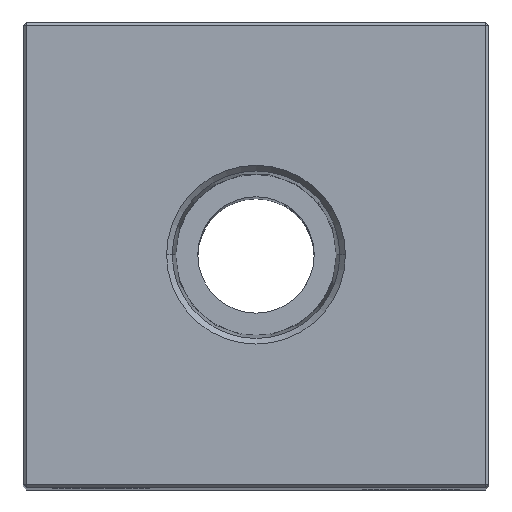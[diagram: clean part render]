
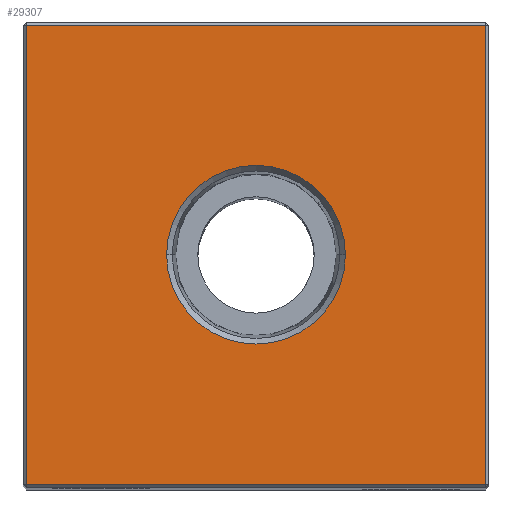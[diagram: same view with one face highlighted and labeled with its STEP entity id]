
A CAD part, top view. The second image highlights one B-rep face of the part: STEP entity #29307.
In plain terms, the highlighted planar face has unit normal (0, 0, 1).
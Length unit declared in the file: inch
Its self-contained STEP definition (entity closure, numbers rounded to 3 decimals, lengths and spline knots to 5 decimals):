
#1064 = VERTEX_POINT ( 'NONE', #11209 ) ;
#1761 = DIRECTION ( 'NONE',  ( 0., 0., -1. ) ) ;
#1999 = CARTESIAN_POINT ( 'NONE',  ( 0., 0., 4.75 ) ) ;
#2124 = VERTEX_POINT ( 'NONE', #10775 ) ;
#3255 = CARTESIAN_POINT ( 'NONE',  ( -0.74, -0.74, 4.75 ) ) ;
#4154 = ORIENTED_EDGE ( 'NONE', *, *, #14600, .T. ) ;
#4411 = DIRECTION ( 'NONE',  ( 1., 0., 0. ) ) ;
#5435 = VECTOR ( 'NONE', #23268, 39.37008 ) ;
#5888 = FACE_OUTER_BOUND ( 'NONE', #8629, .T. ) ;
#7546 = VERTEX_POINT ( 'NONE', #3255 ) ;
#7870 = VERTEX_POINT ( 'NONE', #29958 ) ;
#8107 = EDGE_CURVE ( 'NONE', #7870, #2124, #27436, .T. ) ;
#8629 = EDGE_LOOP ( 'NONE', ( #26248, #17413, #21282, #4154 ) ) ;
#8714 = CARTESIAN_POINT ( 'NONE',  ( 0.74, 0., 4.75 ) ) ;
#9114 = VERTEX_POINT ( 'NONE', #19174 ) ;
#10775 = CARTESIAN_POINT ( 'NONE',  ( 0.288, 0., 4.75 ) ) ;
#11209 = CARTESIAN_POINT ( 'NONE',  ( -0.74, 0.74, 4.75 ) ) ;
#11564 = EDGE_CURVE ( 'NONE', #9114, #12348, #15297, .T. ) ;
#11623 = DIRECTION ( 'NONE',  ( 0., -1., 0. ) ) ;
#12015 = CARTESIAN_POINT ( 'NONE',  ( 0., 0., 4.75 ) ) ;
#12348 = VERTEX_POINT ( 'NONE', #27821 ) ;
#13443 = LINE ( 'NONE', #21969, #19170 ) ;
#13879 = AXIS2_PLACEMENT_3D ( 'NONE', #12015, #28982, #14455 ) ;
#14409 = DIRECTION ( 'NONE',  ( 1., 0., 0. ) ) ;
#14415 = ORIENTED_EDGE ( 'NONE', *, *, #19317, .F. ) ;
#14455 = DIRECTION ( 'NONE',  ( 1., 0., 0. ) ) ;
#14600 = EDGE_CURVE ( 'NONE', #12348, #1064, #13443, .T. ) ;
#15297 = LINE ( 'NONE', #8714, #5435 ) ;
#16196 = LINE ( 'NONE', #28611, #22666 ) ;
#16309 = CARTESIAN_POINT ( 'NONE',  ( 0., 0., 4.75 ) ) ;
#16362 = VECTOR ( 'NONE', #14409, 39.37008 ) ;
#17413 = ORIENTED_EDGE ( 'NONE', *, *, #26727, .T. ) ;
#18598 = CIRCLE ( 'NONE', #13879, 0.288 ) ;
#18632 = PLANE ( 'NONE',  #23258 ) ;
#18732 = DIRECTION ( 'NONE',  ( -1., 0., 0. ) ) ;
#18973 = DIRECTION ( 'NONE',  ( 0., 0., 1. ) ) ;
#19170 = VECTOR ( 'NONE', #24410, 39.37008 ) ;
#19174 = CARTESIAN_POINT ( 'NONE',  ( 0.74, -0.74, 4.75 ) ) ;
#19289 = CARTESIAN_POINT ( 'NONE',  ( 0., -0.74, 4.75 ) ) ;
#19317 = EDGE_CURVE ( 'NONE', #2124, #7870, #18598, .T. ) ;
#19794 = AXIS2_PLACEMENT_3D ( 'NONE', #1999, #18973, #4411 ) ;
#20387 = EDGE_CURVE ( 'NONE', #1064, #7546, #16196, .T. ) ;
#21282 = ORIENTED_EDGE ( 'NONE', *, *, #11564, .T. ) ;
#21969 = CARTESIAN_POINT ( 'NONE',  ( 0., 0.74, 4.75 ) ) ;
#22666 = VECTOR ( 'NONE', #11623, 39.37008 ) ;
#23258 = AXIS2_PLACEMENT_3D ( 'NONE', #16309, #1761, #18732 ) ;
#23268 = DIRECTION ( 'NONE',  ( 0., 1., 0. ) ) ;
#24410 = DIRECTION ( 'NONE',  ( -1., 0., 0. ) ) ;
#24525 = FACE_BOUND ( 'NONE', #26827, .T. ) ;
#26248 = ORIENTED_EDGE ( 'NONE', *, *, #20387, .T. ) ;
#26603 = ORIENTED_EDGE ( 'NONE', *, *, #8107, .F. ) ;
#26727 = EDGE_CURVE ( 'NONE', #7546, #9114, #29966, .T. ) ;
#26827 = EDGE_LOOP ( 'NONE', ( #14415, #26603 ) ) ;
#27436 = CIRCLE ( 'NONE', #19794, 0.288 ) ;
#27821 = CARTESIAN_POINT ( 'NONE',  ( 0.74, 0.74, 4.75 ) ) ;
#28611 = CARTESIAN_POINT ( 'NONE',  ( -0.74, 0., 4.75 ) ) ;
#28982 = DIRECTION ( 'NONE',  ( 0., 0., 1. ) ) ;
#29307 = ADVANCED_FACE ( 'NONE', ( #5888, #24525 ), #18632, .F. ) ;
#29958 = CARTESIAN_POINT ( 'NONE',  ( -0.288, 0., 4.75 ) ) ;
#29966 = LINE ( 'NONE', #19289, #16362 ) ;
